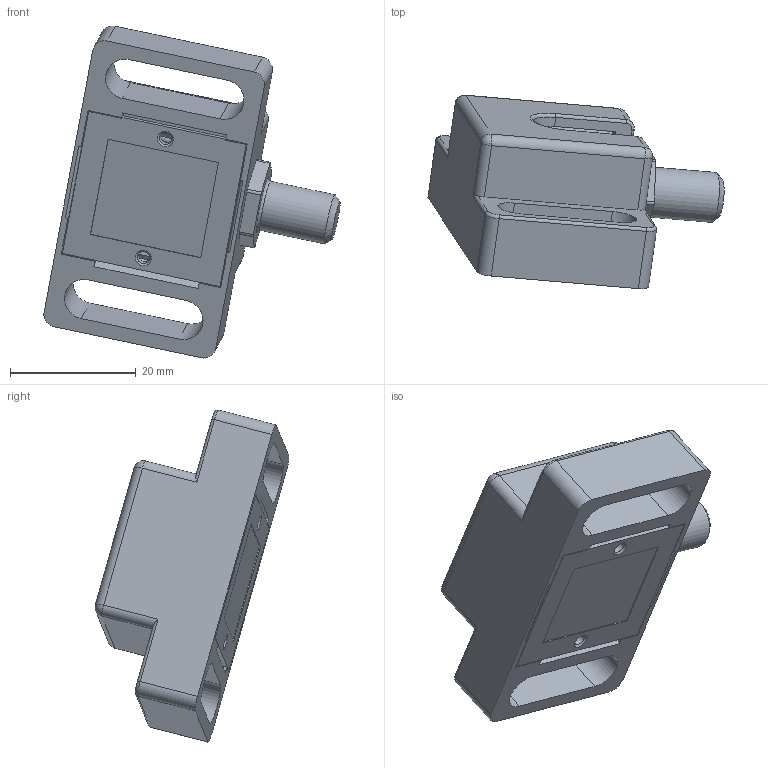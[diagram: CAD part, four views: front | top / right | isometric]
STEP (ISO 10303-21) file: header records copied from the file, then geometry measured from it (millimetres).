
FILE_DESCRIPTION((''),'2;1');
FILE_NAME('AR3374.stp','2018-04-13T13:41:03',('Konstruktor II'),(''),'Autodesk Inventor 2013','Autodesk Inventor 2013','');
FILE_SCHEMA(('AUTOMOTIVE_DESIGN { 1 0 10303 214 1 1 1 1 }'));
Length unit declared in the file: millimetre
Products named in the file (9): AR3374; AR3374 I; AR3374 1; AR3374 2; AR3374 3; AR3374 4; AR3374 5; AR3374 6; AR3374 II
Assembly tree (8 placements, depth 3):
  AR3374
    AR3374 I
      AR3374 1
      AR3374 2
      AR3374 3
      AR3374 4
      AR3374 5
      AR3374 6
    AR3374 II
Bounding box: 47.13 x 30.85 x 52.82 mm (x, y, z)
Volume: 13345.7 mm3; surface area: 12532.9 mm2
Topology: 7 solids, 7 shells, 433 faces, 1057 edges, 639 vertices
Faces by surface type: plane 159, cylinder 155, torus 55, sphere 33, bspline 25, cone 6
Full cylindrical faces by diameter (mm): 1.95 x2, 6 x2, 8 x2
Entity records: 15805 total; most frequent: CARTESIAN_POINT 5088, DIRECTION 2221, ORIENTED_EDGE 2016, EDGE_CURVE 1008, AXIS2_PLACEMENT_3D 842, VERTEX_POINT 621, VECTOR 537, LINE 537
